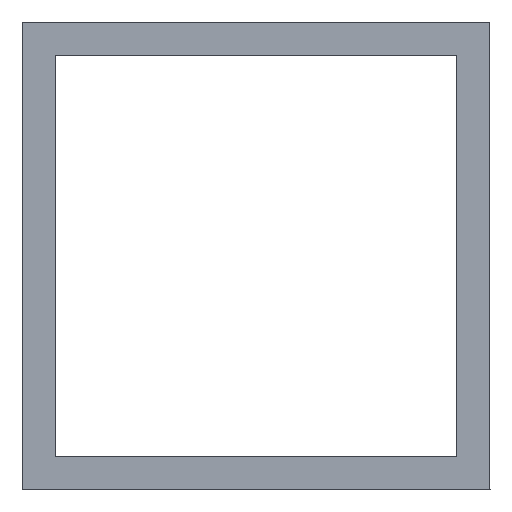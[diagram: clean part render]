
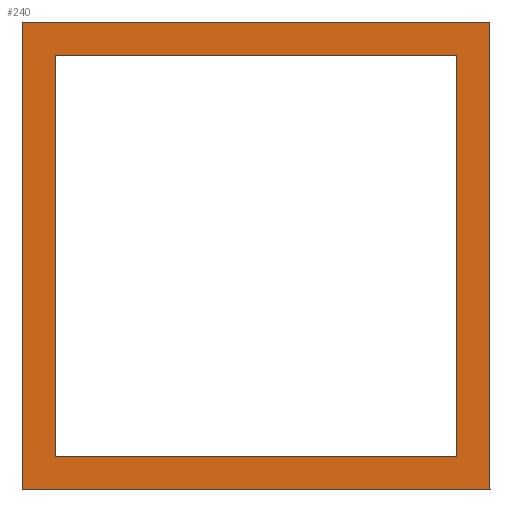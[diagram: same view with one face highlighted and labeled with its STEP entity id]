
A CAD part, left-side view. The second image highlights one B-rep face of the part: STEP entity #240.
In plain terms, the highlighted planar face has unit normal (-1, 0, 0).
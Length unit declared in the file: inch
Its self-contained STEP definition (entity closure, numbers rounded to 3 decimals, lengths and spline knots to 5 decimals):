
#17=LINE('',#360,#41);
#26=LINE('',#378,#50);
#27=LINE('',#381,#51);
#28=LINE('',#382,#52);
#29=LINE('',#385,#53);
#30=LINE('',#387,#54);
#31=LINE('',#389,#55);
#32=LINE('',#390,#56);
#41=VECTOR('',#302,39.37008);
#50=VECTOR('',#315,39.37008);
#51=VECTOR('',#318,39.37008);
#52=VECTOR('',#319,39.37008);
#53=VECTOR('',#320,39.37008);
#54=VECTOR('',#321,39.37008);
#55=VECTOR('',#322,39.37008);
#56=VECTOR('',#323,39.37008);
#65=PLANE('',#276);
#77=FACE_BOUND('',#103,.T.);
#85=FACE_OUTER_BOUND('',#102,.T.);
#102=EDGE_LOOP('',(#186,#187,#188,#189));
#103=EDGE_LOOP('',(#190,#191,#192,#193));
#120=VERTEX_POINT('',#353);
#123=VERTEX_POINT('',#358);
#130=VERTEX_POINT('',#376);
#131=VERTEX_POINT('',#380);
#132=VERTEX_POINT('',#383);
#133=VERTEX_POINT('',#384);
#134=VERTEX_POINT('',#386);
#135=VERTEX_POINT('',#388);
#143=EDGE_CURVE('',#123,#120,#17,.T.);
#152=EDGE_CURVE('',#120,#130,#26,.T.);
#153=EDGE_CURVE('',#130,#131,#27,.T.);
#154=EDGE_CURVE('',#131,#123,#28,.T.);
#155=EDGE_CURVE('',#132,#133,#29,.T.);
#156=EDGE_CURVE('',#134,#132,#30,.T.);
#157=EDGE_CURVE('',#135,#134,#31,.T.);
#158=EDGE_CURVE('',#133,#135,#32,.T.);
#186=ORIENTED_EDGE('',*,*,#153,.F.);
#187=ORIENTED_EDGE('',*,*,#152,.F.);
#188=ORIENTED_EDGE('',*,*,#143,.F.);
#189=ORIENTED_EDGE('',*,*,#154,.F.);
#190=ORIENTED_EDGE('',*,*,#155,.F.);
#191=ORIENTED_EDGE('',*,*,#156,.F.);
#192=ORIENTED_EDGE('',*,*,#157,.F.);
#193=ORIENTED_EDGE('',*,*,#158,.F.);
#240=ADVANCED_FACE('',(#85,#77),#65,.F.);
#276=AXIS2_PLACEMENT_3D('',#379,#316,#317);
#302=DIRECTION('',(0.,0.,1.));
#315=DIRECTION('',(0.,-1.,0.));
#316=DIRECTION('center_axis',(1.,0.,0.));
#317=DIRECTION('ref_axis',(0.,0.,-1.));
#318=DIRECTION('',(0.,0.,-1.));
#319=DIRECTION('',(0.,1.,0.));
#320=DIRECTION('',(0.,0.,1.));
#321=DIRECTION('',(0.,-1.,0.));
#322=DIRECTION('',(0.,0.,-1.));
#323=DIRECTION('',(0.,1.,0.));
#353=CARTESIAN_POINT('',(-22.25,0.875,1.75));
#358=CARTESIAN_POINT('',(-22.25,0.875,0.));
#360=CARTESIAN_POINT('',(-22.25,0.875,1.75));
#376=CARTESIAN_POINT('',(-22.25,-0.875,1.75));
#378=CARTESIAN_POINT('',(-22.25,0.,1.75));
#379=CARTESIAN_POINT('Origin',(-22.25,0.,1.75));
#380=CARTESIAN_POINT('',(-22.25,-0.875,0.));
#381=CARTESIAN_POINT('',(-22.25,-0.875,1.75));
#382=CARTESIAN_POINT('',(-22.25,0.,0.));
#383=CARTESIAN_POINT('',(-22.25,-0.75,0.125));
#384=CARTESIAN_POINT('',(-22.25,-0.75,1.625));
#385=CARTESIAN_POINT('',(-22.25,-0.75,1.75));
#386=CARTESIAN_POINT('',(-22.25,0.75,0.125));
#387=CARTESIAN_POINT('',(-22.25,0.,0.125));
#388=CARTESIAN_POINT('',(-22.25,0.75,1.625));
#389=CARTESIAN_POINT('',(-22.25,0.75,1.75));
#390=CARTESIAN_POINT('',(-22.25,0.,1.625));
